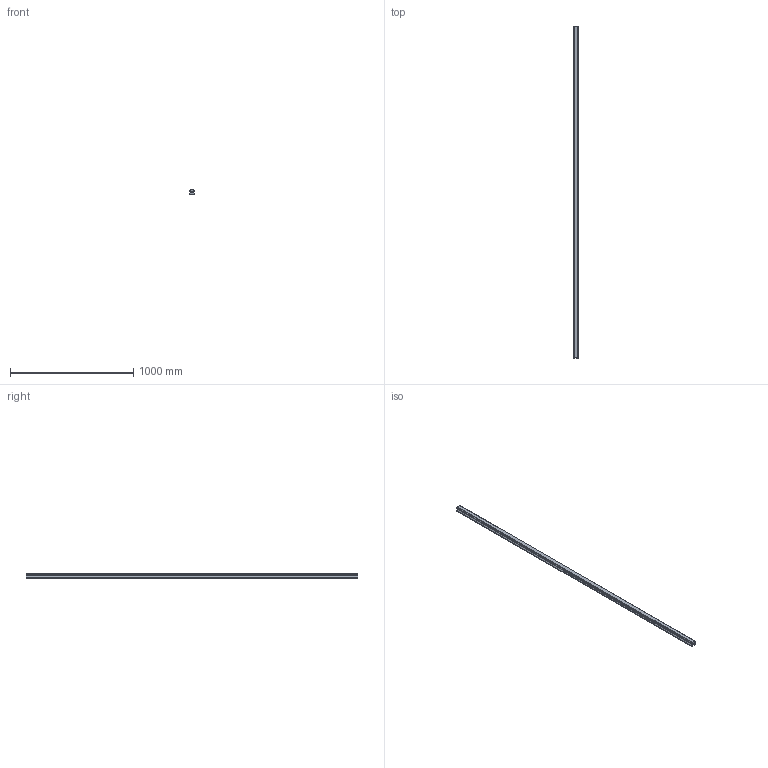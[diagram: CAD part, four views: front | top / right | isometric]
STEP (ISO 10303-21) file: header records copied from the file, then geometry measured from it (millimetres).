
FILE_DESCRIPTION(('STEP AP214'),'1');
FILE_NAME('cctmp_2A3A4B8A-6448-4BE6-B8CA-3D06ADE58324_2021_02_01_11_18_01_0638..stp','2021-02-01T10:18:01',('HIWIN GmbH'),('CADClick - www.CADClick.com'),'Spatial InterOp 3D',' ','unknown authorization');
FILE_SCHEMA(('AUTOMOTIVE_DESIGN'));
Length unit declared in the file: millimetre
Products named in the file (1): HGR45T2695H_FILE
Bounding box: 45 x 2695 x 38 mm (x, y, z)
Volume: 3773467.1 mm3; surface area: 488667.6 mm2
Topology: 1 solids, 1 shells, 201 faces, 533 edges, 312 vertices
Faces by surface type: plane 93, cylinder 56, cone 52
Entity records: 7411 total; most frequent: DIRECTION 997, CARTESIAN_POINT 995, ORIENTED_EDGE 962, EDGE_CURVE 481, LINE 369, VECTOR 369, AXIS2_PLACEMENT_3D 314, VERTEX_POINT 312
